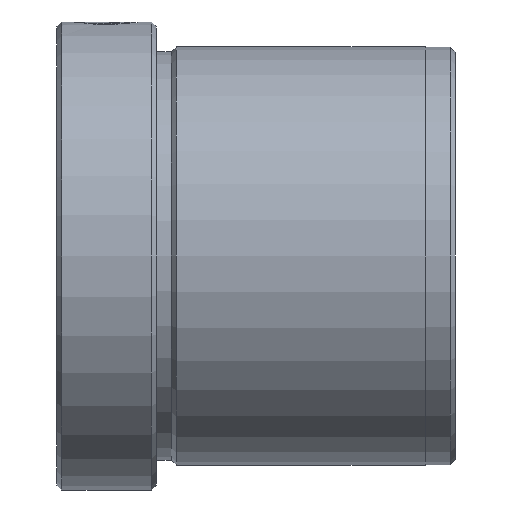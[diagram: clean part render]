
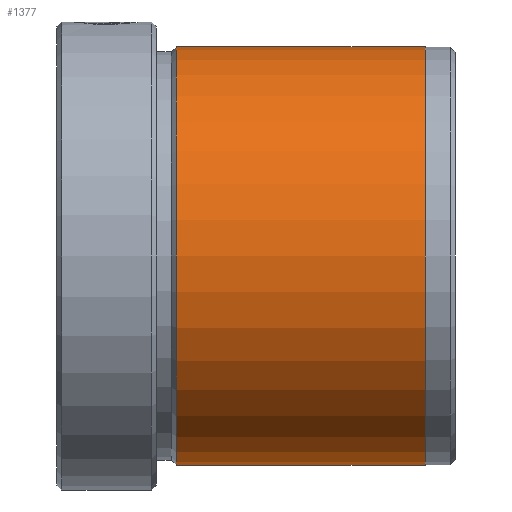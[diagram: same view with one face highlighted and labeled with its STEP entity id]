
A CAD part, left-side view. The second image highlights one B-rep face of the part: STEP entity #1377.
In plain terms, the highlighted cylindrical face has radius 21 mm (diameter 42 mm), a partial arc.
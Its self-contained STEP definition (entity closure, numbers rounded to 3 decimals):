
#21 = DIRECTION ( 'NONE',  ( 0., 1., 0. ) ) ;
#27 = CARTESIAN_POINT ( 'NONE',  ( 0., 0., 21. ) ) ;
#172 = EDGE_LOOP ( 'NONE', ( #1578, #426, #1508, #1457 ) ) ;
#282 = CARTESIAN_POINT ( 'NONE',  ( 0., 0., 0. ) ) ;
#317 = CARTESIAN_POINT ( 'NONE',  ( 0., -37., 21. ) ) ;
#426 = ORIENTED_EDGE ( 'NONE', *, *, #971, .F. ) ;
#528 = VECTOR ( 'NONE', #21, 1000. ) ;
#551 = CARTESIAN_POINT ( 'NONE',  ( 0., -12., -21. ) ) ;
#557 = AXIS2_PLACEMENT_3D ( 'NONE', #1521, #692, #1642 ) ;
#562 = DIRECTION ( 'NONE',  ( 0., 1., 0. ) ) ;
#585 = AXIS2_PLACEMENT_3D ( 'NONE', #282, #562, #1387 ) ;
#660 = CYLINDRICAL_SURFACE ( 'NONE', #585, 21. ) ;
#678 = CARTESIAN_POINT ( 'NONE',  ( 0., -37., 0. ) ) ;
#692 = DIRECTION ( 'NONE',  ( 0., 1., 0. ) ) ;
#816 = DIRECTION ( 'NONE',  ( 0., 0., -1. ) ) ;
#858 = VERTEX_POINT ( 'NONE', #1393 ) ;
#902 = LINE ( 'NONE', #1673, #528 ) ;
#922 = EDGE_CURVE ( 'NONE', #1157, #1011, #902, .T. ) ;
#933 = EDGE_CURVE ( 'NONE', #1449, #858, #1617, .T. ) ;
#971 = EDGE_CURVE ( 'NONE', #1449, #1157, #1507, .T. ) ;
#998 = EDGE_CURVE ( 'NONE', #1011, #858, #1146, .T. ) ;
#1008 = DIRECTION ( 'NONE',  ( 0., 1., 0. ) ) ;
#1011 = VERTEX_POINT ( 'NONE', #551 ) ;
#1075 = FACE_OUTER_BOUND ( 'NONE', #172, .T. ) ;
#1146 = CIRCLE ( 'NONE', #557, 21. ) ;
#1157 = VERTEX_POINT ( 'NONE', #1699 ) ;
#1377 = ADVANCED_FACE ( 'NONE', ( #1075 ), #660, .T. ) ;
#1387 = DIRECTION ( 'NONE',  ( 0., 0., 1. ) ) ;
#1393 = CARTESIAN_POINT ( 'NONE',  ( 0., -12., 21. ) ) ;
#1449 = VERTEX_POINT ( 'NONE', #317 ) ;
#1457 = ORIENTED_EDGE ( 'NONE', *, *, #998, .F. ) ;
#1507 = CIRCLE ( 'NONE', #1764, 21. ) ;
#1508 = ORIENTED_EDGE ( 'NONE', *, *, #933, .T. ) ;
#1521 = CARTESIAN_POINT ( 'NONE',  ( 0., -12., 0. ) ) ;
#1578 = ORIENTED_EDGE ( 'NONE', *, *, #922, .F. ) ;
#1585 = VECTOR ( 'NONE', #1008, 1000. ) ;
#1617 = LINE ( 'NONE', #27, #1585 ) ;
#1629 = DIRECTION ( 'NONE',  ( 0., -1., 0. ) ) ;
#1642 = DIRECTION ( 'NONE',  ( 0., 0., 1. ) ) ;
#1673 = CARTESIAN_POINT ( 'NONE',  ( 0., 0., -21. ) ) ;
#1699 = CARTESIAN_POINT ( 'NONE',  ( 0., -37., -21. ) ) ;
#1764 = AXIS2_PLACEMENT_3D ( 'NONE', #678, #1629, #816 ) ;
